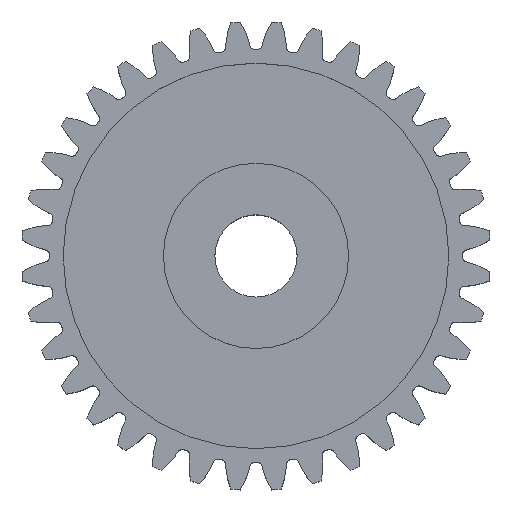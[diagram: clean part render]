
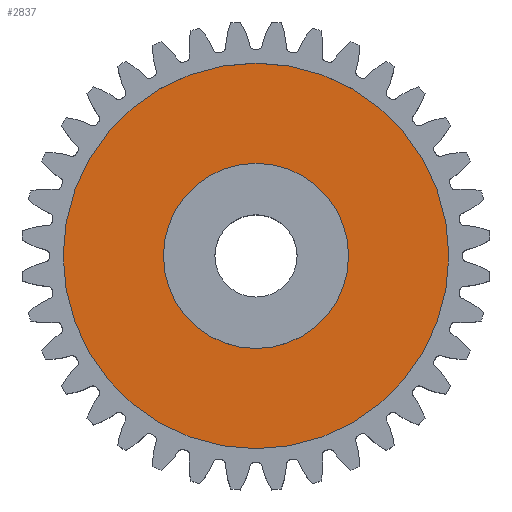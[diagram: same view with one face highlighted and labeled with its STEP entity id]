
A CAD part, top view. The second image highlights one B-rep face of the part: STEP entity #2837.
In plain terms, the highlighted planar face has unit normal (0, 0, 1).
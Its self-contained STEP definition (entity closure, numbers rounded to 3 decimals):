
#2748 = EDGE_LOOP ( 'NONE', ( #2869, #2775 ) ) ;
#2755 = ORIENTED_EDGE ( 'NONE', *, *, #2824, .T. ) ;
#2775 = ORIENTED_EDGE ( 'NONE', *, *, #2882, .F. ) ;
#2789 = VERTEX_POINT ( 'NONE', #7098 ) ;
#2818 = VERTEX_POINT ( 'NONE', #7081 ) ;
#2824 = EDGE_CURVE ( 'NONE', #2818, #2881, #7048, .T. ) ;
#2835 = EDGE_LOOP ( 'NONE', ( #2930, #2755 ) ) ;
#2837 = ADVANCED_FACE ( 'NONE', ( #7038, #7015 ), #7009, .F. ) ;
#2869 = ORIENTED_EDGE ( 'NONE', *, *, #2886, .F. ) ;
#2881 = VERTEX_POINT ( 'NONE', #7157 ) ;
#2882 = EDGE_CURVE ( 'NONE', #2789, #2917, #7123, .T. ) ;
#2886 = EDGE_CURVE ( 'NONE', #2917, #2789, #7150, .T. ) ;
#2904 = EDGE_CURVE ( 'NONE', #2881, #2818, #7223, .T. ) ;
#2917 = VERTEX_POINT ( 'NONE', #7241 ) ;
#2930 = ORIENTED_EDGE ( 'NONE', *, *, #2904, .T. ) ;
#6991 = DIRECTION ( 'NONE',  ( -1., 0., 0. ) ) ;
#7009 = PLANE ( 'NONE',  #7075 ) ;
#7015 = FACE_OUTER_BOUND ( 'NONE', #2748, .T. ) ;
#7033 = AXIS2_PLACEMENT_3D ( 'NONE', #7079, #7078, #6991 ) ;
#7038 = FACE_BOUND ( 'NONE', #2835, .T. ) ;
#7048 = CIRCLE ( 'NONE', #7033, 9. ) ;
#7072 = DIRECTION ( 'NONE',  ( -1., 0., 0. ) ) ;
#7073 = DIRECTION ( 'NONE',  ( 0., 0., -1. ) ) ;
#7074 = CARTESIAN_POINT ( 'NONE',  ( 0., 0., 7.75 ) ) ;
#7075 = AXIS2_PLACEMENT_3D ( 'NONE', #7074, #7073, #7072 ) ;
#7078 = DIRECTION ( 'NONE',  ( 0., 0., -1. ) ) ;
#7079 = CARTESIAN_POINT ( 'NONE',  ( 0., 0., 7.75 ) ) ;
#7081 = CARTESIAN_POINT ( 'NONE',  ( 9., 0., 7.75 ) ) ;
#7098 = CARTESIAN_POINT ( 'NONE',  ( 18.75, 0., 7.75 ) ) ;
#7120 = DIRECTION ( 'NONE',  ( -1., 0., 0. ) ) ;
#7121 = DIRECTION ( 'NONE',  ( 0., 0., -1. ) ) ;
#7122 = AXIS2_PLACEMENT_3D ( 'NONE', #7137, #7121, #7120 ) ;
#7123 = CIRCLE ( 'NONE', #7122, 18.75 ) ;
#7125 = CARTESIAN_POINT ( 'NONE',  ( 0., 0., 7.75 ) ) ;
#7136 = AXIS2_PLACEMENT_3D ( 'NONE', #7125, #7178, #7177 ) ;
#7137 = CARTESIAN_POINT ( 'NONE',  ( 0., 0., 7.75 ) ) ;
#7150 = CIRCLE ( 'NONE', #7136, 18.75 ) ;
#7157 = CARTESIAN_POINT ( 'NONE',  ( -9., 0., 7.75 ) ) ;
#7177 = DIRECTION ( 'NONE',  ( -1., 0., 0. ) ) ;
#7178 = DIRECTION ( 'NONE',  ( 0., 0., -1. ) ) ;
#7196 = AXIS2_PLACEMENT_3D ( 'NONE', #7284, #7217, #7211 ) ;
#7211 = DIRECTION ( 'NONE',  ( -1., 0., 0. ) ) ;
#7217 = DIRECTION ( 'NONE',  ( 0., 0., -1. ) ) ;
#7223 = CIRCLE ( 'NONE', #7196, 9. ) ;
#7241 = CARTESIAN_POINT ( 'NONE',  ( -18.75, 0., 7.75 ) ) ;
#7284 = CARTESIAN_POINT ( 'NONE',  ( 0., 0., 7.75 ) ) ;
